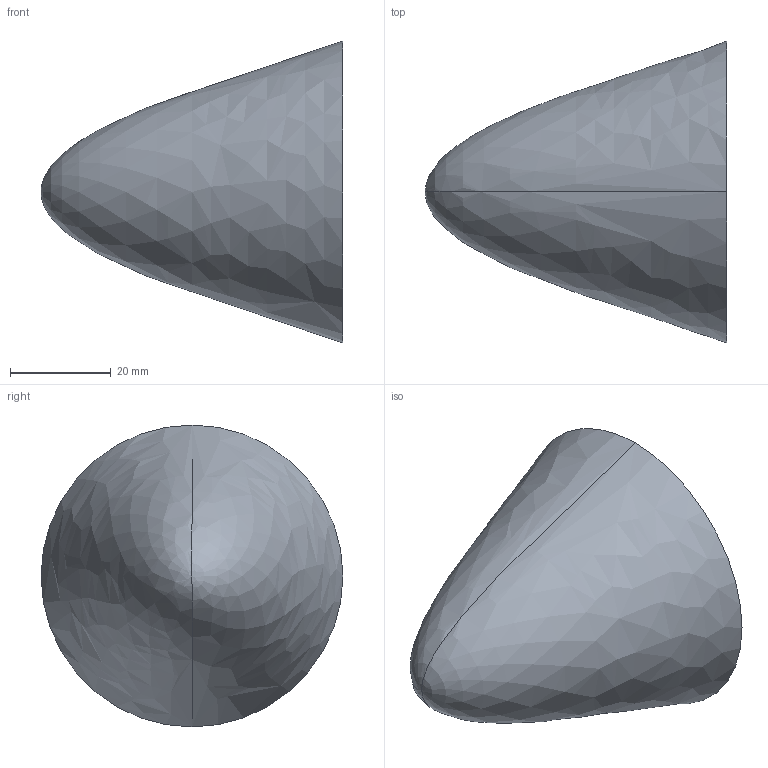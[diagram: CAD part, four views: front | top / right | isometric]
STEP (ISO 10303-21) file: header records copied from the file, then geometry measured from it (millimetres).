
FILE_DESCRIPTION (( 'STEP AP214' ), '1' );
FILE_NAME ('black_arrow_nose.STEP', '2021-01-27T20:05:42', ( '' ), ( '' ), 'SwSTEP 2.0', 'SolidWorks 2020', '' );
FILE_SCHEMA (( 'AUTOMOTIVE_DESIGN' ));
Length unit declared in the file: millimetre
Products named in the file (1): black_arrow_nose
Bounding box: 60 x 60 x 60 mm (x, y, z)
Volume: 78545.9 mm3; surface area: 10645.8 mm2
Topology: 1 solids, 1 shells, 3 faces, 6 edges, 3 vertices
Faces by surface type: bspline 2, plane 1
Entity records: 349 total; most frequent: CARTESIAN_POINT 235, ORIENTED_EDGE 8, DIRECTION 8, UNCERTAINTY_MEASURE_WITH_UNIT 6, STYLED_ITEM 5, COLOUR_RGB 5, FILL_AREA_STYLE_COLOUR 5, MECHANICAL_DESIGN_GEOMETRIC_PRESENTATION_REPRESENTATION 5
